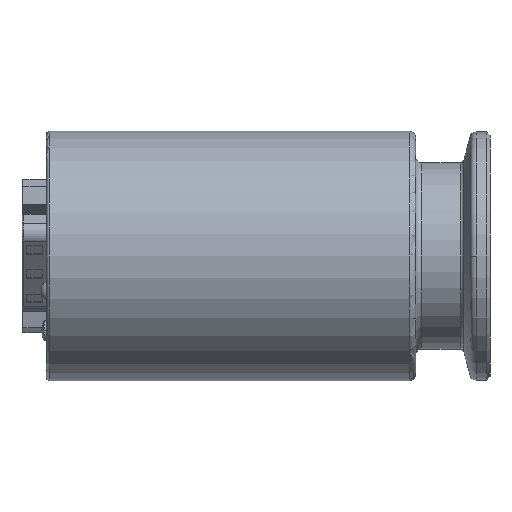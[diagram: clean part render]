
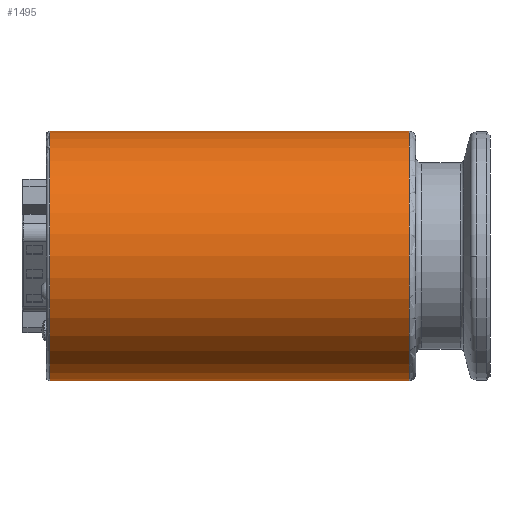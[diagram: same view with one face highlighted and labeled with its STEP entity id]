
A CAD part, left-side view. The second image highlights one B-rep face of the part: STEP entity #1495.
In plain terms, the highlighted cylindrical face has radius 20.1 mm (diameter 40.2 mm), a partial arc.
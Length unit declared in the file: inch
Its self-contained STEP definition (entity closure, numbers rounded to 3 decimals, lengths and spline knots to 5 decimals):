
#19 = VERTEX_POINT ( 'NONE', #2704 ) ;
#635 = CARTESIAN_POINT ( 'NONE',  ( -0.00001, 1.75197, 0.00002 ) ) ;
#912 = DIRECTION ( 'NONE',  ( 0., -1., 0. ) ) ;
#1330 = ORIENTED_EDGE ( 'NONE', *, *, #5332, .F. ) ;
#1440 = VERTEX_POINT ( 'NONE', #7806 ) ;
#1495 = ADVANCED_FACE ( 'NONE', ( #3362 ), #4215, .T. ) ;
#1567 = AXIS2_PLACEMENT_3D ( 'NONE', #635, #10308, #3030 ) ;
#1581 = LINE ( 'NONE', #7451, #2991 ) ;
#2175 = CARTESIAN_POINT ( 'NONE',  ( -0.00001, 1.75197, 0.79136 ) ) ;
#2704 = CARTESIAN_POINT ( 'NONE',  ( -0.00001, -0.53198, 0.79136 ) ) ;
#2991 = VECTOR ( 'NONE', #5814, 39.37008 ) ;
#3030 = DIRECTION ( 'NONE',  ( 0., 0., 1. ) ) ;
#3362 = FACE_OUTER_BOUND ( 'NONE', #8609, .T. ) ;
#3374 = VERTEX_POINT ( 'NONE', #8475 ) ;
#3378 = CARTESIAN_POINT ( 'NONE',  ( -0.00001, -0.53198, 0.00002 ) ) ;
#3457 = LINE ( 'NONE', #9979, #10103 ) ;
#3652 = EDGE_CURVE ( 'NONE', #3374, #19, #8646, .T. ) ;
#3898 = ORIENTED_EDGE ( 'NONE', *, *, #3652, .T. ) ;
#3957 = VERTEX_POINT ( 'NONE', #2175 ) ;
#4048 = EDGE_CURVE ( 'NONE', #3957, #1440, #5301, .T. ) ;
#4215 = CYLINDRICAL_SURFACE ( 'NONE', #4586, 0.79134 ) ;
#4295 = ORIENTED_EDGE ( 'NONE', *, *, #4048, .T. ) ;
#4586 = AXIS2_PLACEMENT_3D ( 'NONE', #10479, #912, #8930 ) ;
#5301 = CIRCLE ( 'NONE', #1567, 0.79134 ) ;
#5332 = EDGE_CURVE ( 'NONE', #3957, #19, #3457, .T. ) ;
#5814 = DIRECTION ( 'NONE',  ( 0., -1., 0. ) ) ;
#5918 = DIRECTION ( 'NONE',  ( 0., 1., 0. ) ) ;
#5985 = ORIENTED_EDGE ( 'NONE', *, *, #6035, .T. ) ;
#6035 = EDGE_CURVE ( 'NONE', #1440, #3374, #1581, .T. ) ;
#6728 = DIRECTION ( 'NONE',  ( 0., -1., 0. ) ) ;
#6765 = AXIS2_PLACEMENT_3D ( 'NONE', #3378, #5918, #9957 ) ;
#7451 = CARTESIAN_POINT ( 'NONE',  ( -0.00001, 1.92207, -0.79132 ) ) ;
#7806 = CARTESIAN_POINT ( 'NONE',  ( -0.00001, 1.75197, -0.79132 ) ) ;
#8475 = CARTESIAN_POINT ( 'NONE',  ( -0.00001, -0.53198, -0.79132 ) ) ;
#8609 = EDGE_LOOP ( 'NONE', ( #1330, #4295, #5985, #3898 ) ) ;
#8646 = CIRCLE ( 'NONE', #6765, 0.79134 ) ;
#8930 = DIRECTION ( 'NONE',  ( 0., 0., -1. ) ) ;
#9957 = DIRECTION ( 'NONE',  ( 0., 0., 1. ) ) ;
#9979 = CARTESIAN_POINT ( 'NONE',  ( -0.00001, 1.92207, 0.79136 ) ) ;
#10103 = VECTOR ( 'NONE', #6728, 39.37008 ) ;
#10308 = DIRECTION ( 'NONE',  ( 0., -1., 0. ) ) ;
#10479 = CARTESIAN_POINT ( 'NONE',  ( -0.00001, 1.92207, 0.00002 ) ) ;
